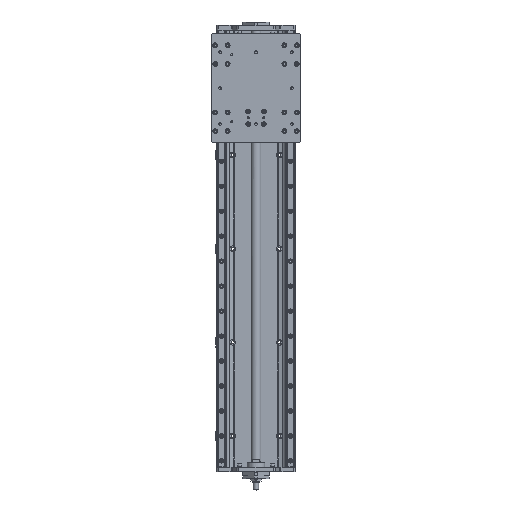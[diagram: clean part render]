
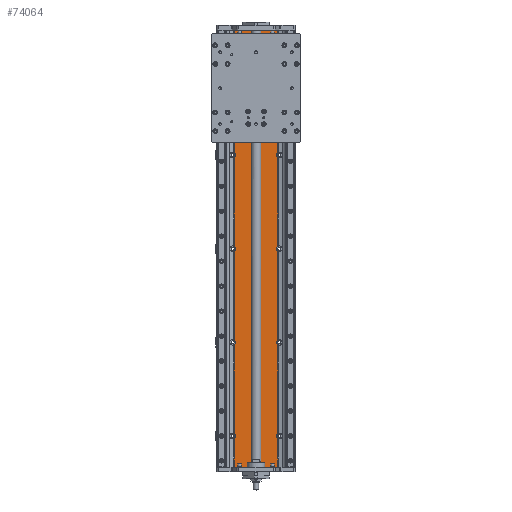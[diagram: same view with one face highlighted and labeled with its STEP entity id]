
A CAD part, top view. The second image highlights one B-rep face of the part: STEP entity #74064.
In plain terms, the highlighted planar face has unit normal (0, 0, 1).
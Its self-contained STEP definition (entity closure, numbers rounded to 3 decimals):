
#56576=CARTESIAN_POINT('',(-56.069,-400.,19.));
#56577=VERTEX_POINT('',#56576);
#56585=CARTESIAN_POINT('',(-196.431,-400.,19.));
#56586=VERTEX_POINT('',#56585);
#56587=CARTESIAN_POINT('',(-196.431,-400.,19.));
#56588=DIRECTION('',(1.0,0.0,0.0));
#56589=VECTOR('',#56588,140.361);
#56590=LINE('',#56587,#56589);
#56591=EDGE_CURVE('',#56586,#56577,#56590,.T.);
#61931=CARTESIAN_POINT('',(-196.431,1000.,19.));
#61932=VERTEX_POINT('',#61931);
#61940=CARTESIAN_POINT('',(-56.069,1000.,19.));
#61941=VERTEX_POINT('',#61940);
#61942=CARTESIAN_POINT('',(-56.069,1000.,19.));
#61943=DIRECTION('',(-1.0,0.0,0.0));
#61944=VECTOR('',#61943,140.361);
#61945=LINE('',#61942,#61944);
#61946=EDGE_CURVE('',#61941,#61932,#61945,.T.);
#73032=CARTESIAN_POINT('',(-196.431,607.601,19.));
#73033=VERTEX_POINT('',#73032);
#73034=CARTESIAN_POINT('',(-196.431,592.399,19.));
#73035=VERTEX_POINT('',#73034);
#73036=CARTESIAN_POINT('',(-201.25,600.,19.));
#73037=DIRECTION('',(0.0,0.0,-1.0));
#73038=DIRECTION('',(1.0,0.0,0.0));
#73039=AXIS2_PLACEMENT_3D('',#73036,#73037,#73038);
#73040=CIRCLE('',#73039,9.0);
#73041=EDGE_CURVE('',#73033,#73035,#73040,.T.);
#73147=CARTESIAN_POINT('',(-56.069,607.601,19.));
#73148=VERTEX_POINT('',#73147);
#73158=CARTESIAN_POINT('',(-56.069,592.399,19.));
#73159=VERTEX_POINT('',#73158);
#73160=CARTESIAN_POINT('',(-51.25,600.,19.));
#73161=DIRECTION('',(0.0,0.0,-1.0));
#73162=DIRECTION('',(1.0,0.0,0.0));
#73163=AXIS2_PLACEMENT_3D('',#73160,#73161,#73162);
#73164=CIRCLE('',#73163,9.0);
#73165=EDGE_CURVE('',#73159,#73148,#73164,.T.);
#73206=CARTESIAN_POINT('',(-196.431,307.601,19.));
#73207=VERTEX_POINT('',#73206);
#73208=CARTESIAN_POINT('',(-196.431,292.399,19.));
#73209=VERTEX_POINT('',#73208);
#73210=CARTESIAN_POINT('',(-201.25,300.,19.));
#73211=DIRECTION('',(0.0,0.0,-1.0));
#73212=DIRECTION('',(1.0,0.0,0.0));
#73213=AXIS2_PLACEMENT_3D('',#73210,#73211,#73212);
#73214=CIRCLE('',#73213,9.0);
#73215=EDGE_CURVE('',#73207,#73209,#73214,.T.);
#73321=CARTESIAN_POINT('',(-56.069,307.601,19.));
#73322=VERTEX_POINT('',#73321);
#73332=CARTESIAN_POINT('',(-56.069,292.399,19.));
#73333=VERTEX_POINT('',#73332);
#73334=CARTESIAN_POINT('',(-51.25,300.,19.));
#73335=DIRECTION('',(0.0,0.0,-1.0));
#73336=DIRECTION('',(1.0,0.0,0.0));
#73337=AXIS2_PLACEMENT_3D('',#73334,#73335,#73336);
#73338=CIRCLE('',#73337,9.0);
#73339=EDGE_CURVE('',#73333,#73322,#73338,.T.);
#73380=CARTESIAN_POINT('',(-196.431,7.601,19.));
#73381=VERTEX_POINT('',#73380);
#73382=CARTESIAN_POINT('',(-196.431,-7.601,19.));
#73383=VERTEX_POINT('',#73382);
#73384=CARTESIAN_POINT('',(-201.25,0.,19.));
#73385=DIRECTION('',(0.0,0.0,-1.0));
#73386=DIRECTION('',(1.0,0.0,0.0));
#73387=AXIS2_PLACEMENT_3D('',#73384,#73385,#73386);
#73388=CIRCLE('',#73387,9.0);
#73389=EDGE_CURVE('',#73381,#73383,#73388,.T.);
#73495=CARTESIAN_POINT('',(-56.069,7.601,19.));
#73496=VERTEX_POINT('',#73495);
#73506=CARTESIAN_POINT('',(-56.069,-7.601,19.));
#73507=VERTEX_POINT('',#73506);
#73508=CARTESIAN_POINT('',(-51.25,0.,19.));
#73509=DIRECTION('',(0.0,0.0,-1.0));
#73510=DIRECTION('',(1.0,0.0,0.0));
#73511=AXIS2_PLACEMENT_3D('',#73508,#73509,#73510);
#73512=CIRCLE('',#73511,9.0);
#73513=EDGE_CURVE('',#73507,#73496,#73512,.T.);
#73632=CARTESIAN_POINT('',(-196.431,892.399,19.));
#73633=VERTEX_POINT('',#73632);
#73634=CARTESIAN_POINT('',(-196.431,607.601,19.));
#73635=DIRECTION('',(0.0,1.0,0.0));
#73636=VECTOR('',#73635,284.798);
#73637=LINE('',#73634,#73636);
#73638=EDGE_CURVE('',#73033,#73633,#73637,.T.);
#73658=CARTESIAN_POINT('',(-196.431,-292.399,19.));
#73659=VERTEX_POINT('',#73658);
#73667=CARTESIAN_POINT('',(-196.431,-292.399,19.));
#73668=DIRECTION('',(0.0,1.0,0.0));
#73669=VECTOR('',#73668,284.798);
#73670=LINE('',#73667,#73669);
#73671=EDGE_CURVE('',#73659,#73383,#73670,.T.);
#73684=CARTESIAN_POINT('',(-196.431,7.601,19.));
#73685=DIRECTION('',(0.0,1.0,0.0));
#73686=VECTOR('',#73685,284.798);
#73687=LINE('',#73684,#73686);
#73688=EDGE_CURVE('',#73381,#73209,#73687,.T.);
#73776=CARTESIAN_POINT('',(-56.069,-292.399,19.));
#73777=VERTEX_POINT('',#73776);
#73778=CARTESIAN_POINT('',(-56.069,-7.601,19.));
#73779=DIRECTION('',(0.0,-1.0,0.0));
#73780=VECTOR('',#73779,284.798);
#73781=LINE('',#73778,#73780);
#73782=EDGE_CURVE('',#73507,#73777,#73781,.T.);
#73801=CARTESIAN_POINT('',(-56.069,292.399,19.));
#73802=DIRECTION('',(0.0,-1.0,0.0));
#73803=VECTOR('',#73802,284.798);
#73804=LINE('',#73801,#73803);
#73805=EDGE_CURVE('',#73333,#73496,#73804,.T.);
#73818=CARTESIAN_POINT('',(-56.069,592.399,19.));
#73819=DIRECTION('',(0.0,-1.0,0.0));
#73820=VECTOR('',#73819,284.798);
#73821=LINE('',#73818,#73820);
#73822=EDGE_CURVE('',#73159,#73322,#73821,.T.);
#73864=CARTESIAN_POINT('',(-196.431,907.601,19.));
#73865=VERTEX_POINT('',#73864);
#73866=CARTESIAN_POINT('',(-201.25,900.,19.));
#73867=DIRECTION('',(0.0,0.0,-1.0));
#73868=DIRECTION('',(1.0,0.0,0.0));
#73869=AXIS2_PLACEMENT_3D('',#73866,#73867,#73868);
#73870=CIRCLE('',#73869,9.0);
#73871=EDGE_CURVE('',#73865,#73633,#73870,.T.);
#73931=CARTESIAN_POINT('',(-56.069,907.601,19.));
#73932=VERTEX_POINT('',#73931);
#73940=CARTESIAN_POINT('',(-56.069,892.399,19.));
#73941=VERTEX_POINT('',#73940);
#73942=CARTESIAN_POINT('',(-51.25,900.,19.));
#73943=DIRECTION('',(0.0,0.0,-1.0));
#73944=DIRECTION('',(1.0,0.0,0.0));
#73945=AXIS2_PLACEMENT_3D('',#73942,#73943,#73944);
#73946=CIRCLE('',#73945,9.0);
#73947=EDGE_CURVE('',#73941,#73932,#73946,.T.);
#73983=CARTESIAN_POINT('',(-196.431,307.601,19.));
#73984=DIRECTION('',(0.0,1.0,0.0));
#73985=VECTOR('',#73984,284.798);
#73986=LINE('',#73983,#73985);
#73987=EDGE_CURVE('',#73207,#73035,#73986,.T.);
#73992=CARTESIAN_POINT('',(-35.7,1002.5,19.));
#73993=DIRECTION('',(0.0,0.0,-1.0));
#73994=DIRECTION('',(0.0,1.0,0.0));
#73995=AXIS2_PLACEMENT_3D('',#73992,#73993,#73994);
#73996=PLANE('',#73995);
#73997=ORIENTED_EDGE('',*,*,#73041,.T.);
#73998=ORIENTED_EDGE('',*,*,#73987,.F.);
#73999=ORIENTED_EDGE('',*,*,#73215,.T.);
#74000=ORIENTED_EDGE('',*,*,#73688,.F.);
#74001=ORIENTED_EDGE('',*,*,#73389,.T.);
#74002=ORIENTED_EDGE('',*,*,#73671,.F.);
#74003=CARTESIAN_POINT('',(-196.431,-307.601,19.));
#74004=VERTEX_POINT('',#74003);
#74005=CARTESIAN_POINT('',(-201.25,-300.,19.));
#74006=DIRECTION('',(0.0,0.0,-1.0));
#74007=DIRECTION('',(1.0,0.0,0.0));
#74008=AXIS2_PLACEMENT_3D('',#74005,#74006,#74007);
#74009=CIRCLE('',#74008,9.0);
#74010=EDGE_CURVE('',#73659,#74004,#74009,.T.);
#74011=ORIENTED_EDGE('',*,*,#74010,.T.);
#74012=CARTESIAN_POINT('',(-196.431,-400.,19.));
#74013=DIRECTION('',(0.0,1.0,0.0));
#74014=VECTOR('',#74013,92.399);
#74015=LINE('',#74012,#74014);
#74016=EDGE_CURVE('',#56586,#74004,#74015,.T.);
#74017=ORIENTED_EDGE('',*,*,#74016,.F.);
#74018=ORIENTED_EDGE('',*,*,#56591,.T.);
#74019=CARTESIAN_POINT('',(-56.069,-307.601,19.));
#74020=VERTEX_POINT('',#74019);
#74021=CARTESIAN_POINT('',(-56.069,-307.601,19.));
#74022=DIRECTION('',(0.0,-1.0,0.0));
#74023=VECTOR('',#74022,92.399);
#74024=LINE('',#74021,#74023);
#74025=EDGE_CURVE('',#74020,#56577,#74024,.T.);
#74026=ORIENTED_EDGE('',*,*,#74025,.F.);
#74027=CARTESIAN_POINT('',(-51.25,-300.,19.));
#74028=DIRECTION('',(0.0,0.0,-1.0));
#74029=DIRECTION('',(1.0,0.0,0.0));
#74030=AXIS2_PLACEMENT_3D('',#74027,#74028,#74029);
#74031=CIRCLE('',#74030,9.0);
#74032=EDGE_CURVE('',#74020,#73777,#74031,.T.);
#74033=ORIENTED_EDGE('',*,*,#74032,.T.);
#74034=ORIENTED_EDGE('',*,*,#73782,.F.);
#74035=ORIENTED_EDGE('',*,*,#73513,.T.);
#74036=ORIENTED_EDGE('',*,*,#73805,.F.);
#74037=ORIENTED_EDGE('',*,*,#73339,.T.);
#74038=ORIENTED_EDGE('',*,*,#73822,.F.);
#74039=ORIENTED_EDGE('',*,*,#73165,.T.);
#74040=CARTESIAN_POINT('',(-56.069,892.399,19.));
#74041=DIRECTION('',(0.0,-1.0,0.0));
#74042=VECTOR('',#74041,284.798);
#74043=LINE('',#74040,#74042);
#74044=EDGE_CURVE('',#73941,#73148,#74043,.T.);
#74045=ORIENTED_EDGE('',*,*,#74044,.F.);
#74046=ORIENTED_EDGE('',*,*,#73947,.T.);
#74047=CARTESIAN_POINT('',(-56.069,1000.,19.));
#74048=DIRECTION('',(0.0,-1.0,0.0));
#74049=VECTOR('',#74048,92.399);
#74050=LINE('',#74047,#74049);
#74051=EDGE_CURVE('',#61941,#73932,#74050,.T.);
#74052=ORIENTED_EDGE('',*,*,#74051,.F.);
#74053=ORIENTED_EDGE('',*,*,#61946,.T.);
#74054=CARTESIAN_POINT('',(-196.431,907.601,19.));
#74055=DIRECTION('',(0.0,1.0,0.0));
#74056=VECTOR('',#74055,92.399);
#74057=LINE('',#74054,#74056);
#74058=EDGE_CURVE('',#73865,#61932,#74057,.T.);
#74059=ORIENTED_EDGE('',*,*,#74058,.F.);
#74060=ORIENTED_EDGE('',*,*,#73871,.T.);
#74061=ORIENTED_EDGE('',*,*,#73638,.F.);
#74062=EDGE_LOOP('',(#73997,#73998,#73999,#74000,#74001,#74002,#74011,#74017,#74018,#74026,#74033,#74034,#74035,#74036,#74037,#74038,#74039,#74045,#74046,#74052,#74053,#74059,#74060,#74061));
#74063=FACE_OUTER_BOUND('',#74062,.T.);
#74064=ADVANCED_FACE('',(#74063),#73996,.F.);
